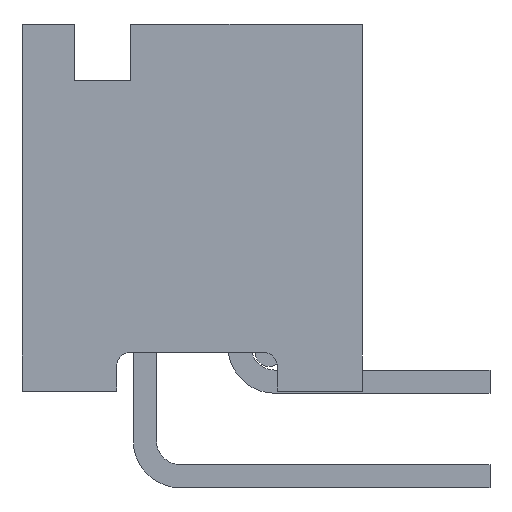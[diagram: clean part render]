
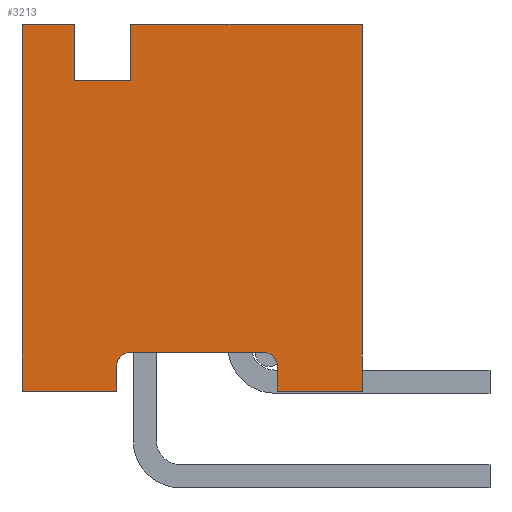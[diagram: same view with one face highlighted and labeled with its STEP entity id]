
A CAD part, left-side view. The second image highlights one B-rep face of the part: STEP entity #3213.
In plain terms, the highlighted planar face has unit normal (-1, 0, 0).
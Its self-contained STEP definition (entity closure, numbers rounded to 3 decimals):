
#72=DIRECTION('',(0.,1.,0.));
#73=VECTOR('',#72,3.556);
#74=CARTESIAN_POINT('',(-10.16,-1.905,-8.814));
#75=LINE('',#74,#73);
#76=DIRECTION('',(0.,0.,-1.));
#77=VECTOR('',#76,0.66);
#78=CARTESIAN_POINT('',(-10.16,2.032,-9.195));
#79=LINE('',#78,#77);
#80=DIRECTION('',(0.,-1.,0.));
#81=VECTOR('',#80,1.397);
#82=CARTESIAN_POINT('',(-10.16,4.572,0.));
#83=LINE('',#82,#81);
#84=DIRECTION('',(0.,0.,-1.));
#85=VECTOR('',#84,1.524);
#86=CARTESIAN_POINT('',(-10.16,3.175,0.));
#87=LINE('',#86,#85);
#88=DIRECTION('',(0.,-1.,0.));
#89=VECTOR('',#88,1.524);
#90=CARTESIAN_POINT('',(-10.16,3.175,-1.524));
#91=LINE('',#90,#89);
#92=DIRECTION('',(0.,0.,1.));
#93=VECTOR('',#92,1.524);
#94=CARTESIAN_POINT('',(-10.16,1.651,-1.524));
#95=LINE('',#94,#93);
#96=DIRECTION('',(0.,-1.,0.));
#97=VECTOR('',#96,6.223);
#98=CARTESIAN_POINT('',(-10.16,1.651,0.));
#99=LINE('',#98,#97);
#104=DIRECTION('',(0.,0.,-1.));
#105=VECTOR('',#104,0.66);
#106=CARTESIAN_POINT('',(-10.16,-2.286,-9.195));
#107=LINE('',#106,#105);
#108=CARTESIAN_POINT('',(-10.16,-1.905,-9.195));
#109=DIRECTION('',(1.,0.,0.));
#110=DIRECTION('',(0.,0.,1.));
#111=AXIS2_PLACEMENT_3D('',#108,#109,#110);
#1060=DIRECTION('',(0.,0.,-1.));
#1061=VECTOR('',#1060,9.855);
#1062=CARTESIAN_POINT('',(-10.16,4.572,0.));
#1063=LINE('',#1062,#1061);
#1142=DIRECTION('',(0.,1.,0.));
#1143=VECTOR('',#1142,2.286);
#1144=CARTESIAN_POINT('',(-10.16,-4.572,-9.855));
#1145=LINE('',#1144,#1143);
#1162=DIRECTION('',(0.,1.,0.));
#1163=VECTOR('',#1162,2.54);
#1164=CARTESIAN_POINT('',(-10.16,2.032,-9.855));
#1165=LINE('',#1164,#1163);
#1210=DIRECTION('',(0.,0.,1.));
#1211=VECTOR('',#1210,9.855);
#1212=CARTESIAN_POINT('',(-10.16,-4.572,-9.855));
#1213=LINE('',#1212,#1211);
#1411=CARTESIAN_POINT('',(-10.16,1.651,-9.195));
#1412=DIRECTION('',(1.,0.,0.));
#1413=DIRECTION('',(0.,1.,0.));
#1414=AXIS2_PLACEMENT_3D('',#1411,#1412,#1413);
#2430=CARTESIAN_POINT('',(-10.16,4.572,0.));
#2431=CARTESIAN_POINT('',(-10.16,3.175,0.));
#2432=VERTEX_POINT('',#2430);
#2433=VERTEX_POINT('',#2431);
#2434=CARTESIAN_POINT('',(-10.16,3.175,-1.524));
#2435=VERTEX_POINT('',#2434);
#2436=CARTESIAN_POINT('',(-10.16,1.651,-1.524));
#2437=VERTEX_POINT('',#2436);
#2438=CARTESIAN_POINT('',(-10.16,1.651,0.));
#2439=VERTEX_POINT('',#2438);
#2440=CARTESIAN_POINT('',(-10.16,-4.572,0.));
#2441=VERTEX_POINT('',#2440);
#2462=CARTESIAN_POINT('',(-10.16,-4.572,-9.855));
#2463=CARTESIAN_POINT('',(-10.16,-2.286,-9.855));
#2464=VERTEX_POINT('',#2462);
#2465=VERTEX_POINT('',#2463);
#2470=CARTESIAN_POINT('',(-10.16,4.572,-9.855));
#2472=VERTEX_POINT('',#2470);
#2476=CARTESIAN_POINT('',(-10.16,2.032,-9.855));
#2477=VERTEX_POINT('',#2476);
#3107=CARTESIAN_POINT('',(-10.16,1.651,-8.814));
#3109=VERTEX_POINT('',#3107);
#3111=CARTESIAN_POINT('',(-10.16,2.032,-9.195));
#3113=VERTEX_POINT('',#3111);
#3114=CARTESIAN_POINT('',(-10.16,-1.905,-8.814));
#3116=VERTEX_POINT('',#3114);
#3118=CARTESIAN_POINT('',(-10.16,-2.286,-9.195));
#3120=VERTEX_POINT('',#3118);
#3178=CARTESIAN_POINT('',(-10.16,0.,0.));
#3179=DIRECTION('',(1.,0.,0.));
#3180=DIRECTION('',(0.,0.,-1.));
#3181=AXIS2_PLACEMENT_3D('',#3178,#3179,#3180);
#3182=PLANE('',#3181);
#3184=ORIENTED_EDGE('',*,*,#3183,.F.);
#3186=ORIENTED_EDGE('',*,*,#3185,.F.);
#3188=ORIENTED_EDGE('',*,*,#3187,.T.);
#3190=ORIENTED_EDGE('',*,*,#3189,.F.);
#3192=ORIENTED_EDGE('',*,*,#3191,.T.);
#3194=ORIENTED_EDGE('',*,*,#3193,.T.);
#3196=ORIENTED_EDGE('',*,*,#3195,.F.);
#3198=ORIENTED_EDGE('',*,*,#3197,.T.);
#3200=ORIENTED_EDGE('',*,*,#3199,.T.);
#3202=ORIENTED_EDGE('',*,*,#3201,.T.);
#3204=ORIENTED_EDGE('',*,*,#3203,.T.);
#3206=ORIENTED_EDGE('',*,*,#3205,.T.);
#3208=ORIENTED_EDGE('',*,*,#3207,.F.);
#3210=ORIENTED_EDGE('',*,*,#3209,.T.);
#3211=EDGE_LOOP('',(#3184,#3186,#3188,#3190,#3192,#3194,#3196,#3198,#3200,#3202,
#3204,#3206,#3208,#3210));
#3212=FACE_OUTER_BOUND('',#3211,.F.);
#3213=ADVANCED_FACE('',(#3212),#3182,.F.);
#112=CIRCLE('',#111,0.381);
#1415=CIRCLE('',#1414,0.381);
#3183=EDGE_CURVE('',#3120,#2465,#107,.T.);
#3185=EDGE_CURVE('',#3116,#3120,#112,.T.);
#3187=EDGE_CURVE('',#3116,#3109,#75,.T.);
#3189=EDGE_CURVE('',#3113,#3109,#1415,.T.);
#3191=EDGE_CURVE('',#3113,#2477,#79,.T.);
#3193=EDGE_CURVE('',#2477,#2472,#1165,.T.);
#3195=EDGE_CURVE('',#2432,#2472,#1063,.T.);
#3197=EDGE_CURVE('',#2432,#2433,#83,.T.);
#3199=EDGE_CURVE('',#2433,#2435,#87,.T.);
#3201=EDGE_CURVE('',#2435,#2437,#91,.T.);
#3203=EDGE_CURVE('',#2437,#2439,#95,.T.);
#3205=EDGE_CURVE('',#2439,#2441,#99,.T.);
#3207=EDGE_CURVE('',#2464,#2441,#1213,.T.);
#3209=EDGE_CURVE('',#2464,#2465,#1145,.T.);
